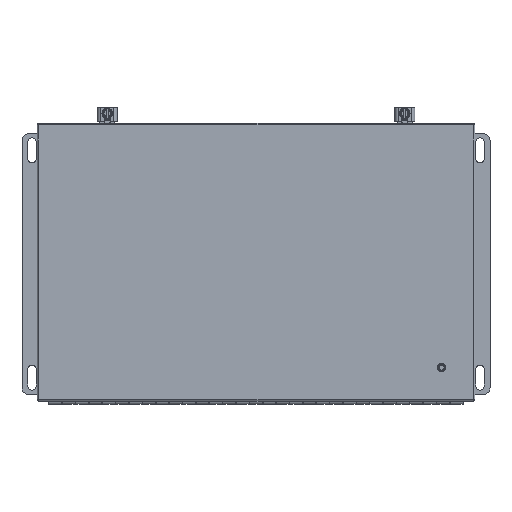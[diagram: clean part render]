
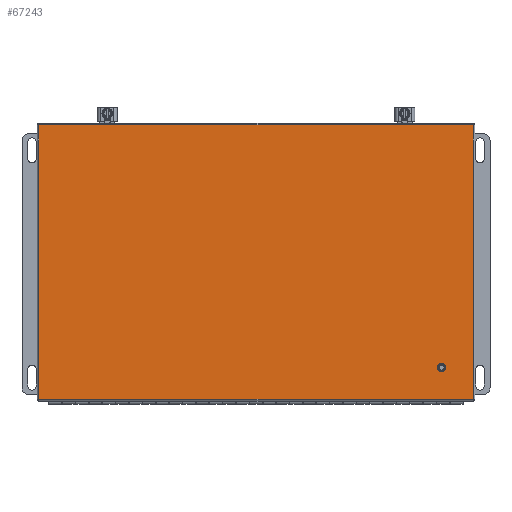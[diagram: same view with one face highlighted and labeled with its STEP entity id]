
A CAD part, top view. The second image highlights one B-rep face of the part: STEP entity #67243.
In plain terms, the highlighted planar face has unit normal (0, 0, 1).
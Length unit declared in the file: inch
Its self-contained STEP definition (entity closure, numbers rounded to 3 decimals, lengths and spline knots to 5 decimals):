
#151 = CARTESIAN_POINT ( 'NONE',  ( 16.24985, -0.07504, 6.185 ) ) ;
#407 = VERTEX_POINT ( 'NONE', #81163 ) ;
#1163 = EDGE_CURVE ( 'NONE', #33309, #85405, #11484, .T. ) ;
#1170 = CARTESIAN_POINT ( 'NONE',  ( -0.0652, 10.19, 6.185 ) ) ;
#1216 = VECTOR ( 'NONE', #71749, 39.37008 ) ;
#5348 = VECTOR ( 'NONE', #80038, 39.37008 ) ;
#7039 = LINE ( 'NONE', #27071, #69380 ) ;
#8462 = EDGE_CURVE ( 'NONE', #41534, #33309, #51012, .T. ) ;
#11484 = LINE ( 'NONE', #73032, #1216 ) ;
#14854 = FACE_OUTER_BOUND ( 'NONE', #22226, .T. ) ;
#15119 = DIRECTION ( 'NONE',  ( -1., 0., 0. ) ) ;
#18037 = ORIENTED_EDGE ( 'NONE', *, *, #1163, .T. ) ;
#22226 = EDGE_LOOP ( 'NONE', ( #60952, #83378, #66593, #18037 ) ) ;
#23105 = CARTESIAN_POINT ( 'NONE',  ( 14.84072, 1.1165, 6.185 ) ) ;
#27071 = CARTESIAN_POINT ( 'NONE',  ( -0.0652, 8.14639, 6.185 ) ) ;
#33127 = ORIENTED_EDGE ( 'NONE', *, *, #74455, .T. ) ;
#33309 = VERTEX_POINT ( 'NONE', #74149 ) ;
#33614 = DIRECTION ( 'NONE',  ( 0., -1., 0. ) ) ;
#34545 = EDGE_CURVE ( 'NONE', #85405, #407, #7039, .T. ) ;
#35114 = EDGE_CURVE ( 'NONE', #407, #41534, #65697, .T. ) ;
#35602 = CARTESIAN_POINT ( 'NONE',  ( 14.99727, 1.1165, 6.185 ) ) ;
#37912 = VECTOR ( 'NONE', #45358, 39.37008 ) ;
#41465 = DIRECTION ( 'NONE',  ( 0., 0., -1. ) ) ;
#41534 = VERTEX_POINT ( 'NONE', #45969 ) ;
#42410 = AXIS2_PLACEMENT_3D ( 'NONE', #48919, #41465, #68594 ) ;
#44688 = AXIS2_PLACEMENT_3D ( 'NONE', #35602, #61462, #15119 ) ;
#45358 = DIRECTION ( 'NONE',  ( 0., 1., 0. ) ) ;
#45969 = CARTESIAN_POINT ( 'NONE',  ( 16.19, -0.07504, 6.185 ) ) ;
#48070 = FACE_BOUND ( 'NONE', #64805, .T. ) ;
#48919 = CARTESIAN_POINT ( 'NONE',  ( 16.24985, 8.14639, 6.185 ) ) ;
#51012 = LINE ( 'NONE', #51905, #37912 ) ;
#51905 = CARTESIAN_POINT ( 'NONE',  ( 16.19, 8.14639, 6.185 ) ) ;
#53752 = VERTEX_POINT ( 'NONE', #23105 ) ;
#60952 = ORIENTED_EDGE ( 'NONE', *, *, #34545, .T. ) ;
#61462 = DIRECTION ( 'NONE',  ( 0., 0., -1. ) ) ;
#64805 = EDGE_LOOP ( 'NONE', ( #33127 ) ) ;
#65697 = LINE ( 'NONE', #151, #5348 ) ;
#66593 = ORIENTED_EDGE ( 'NONE', *, *, #8462, .T. ) ;
#67243 = ADVANCED_FACE ( 'NONE', ( #14854, #48070 ), #67725, .F. ) ;
#67725 = PLANE ( 'NONE',  #42410 ) ;
#68594 = DIRECTION ( 'NONE',  ( -1., 0., 0. ) ) ;
#69380 = VECTOR ( 'NONE', #33614, 39.37008 ) ;
#71189 = CIRCLE ( 'NONE', #44688, 0.15655 ) ;
#71749 = DIRECTION ( 'NONE',  ( -1., 0., 0. ) ) ;
#73032 = CARTESIAN_POINT ( 'NONE',  ( 16.24985, 10.19, 6.185 ) ) ;
#74149 = CARTESIAN_POINT ( 'NONE',  ( 16.19, 10.19, 6.185 ) ) ;
#74455 = EDGE_CURVE ( 'NONE', #53752, #53752, #71189, .T. ) ;
#80038 = DIRECTION ( 'NONE',  ( 1., 0., 0. ) ) ;
#81163 = CARTESIAN_POINT ( 'NONE',  ( -0.0652, -0.07504, 6.185 ) ) ;
#83378 = ORIENTED_EDGE ( 'NONE', *, *, #35114, .T. ) ;
#85405 = VERTEX_POINT ( 'NONE', #1170 ) ;
